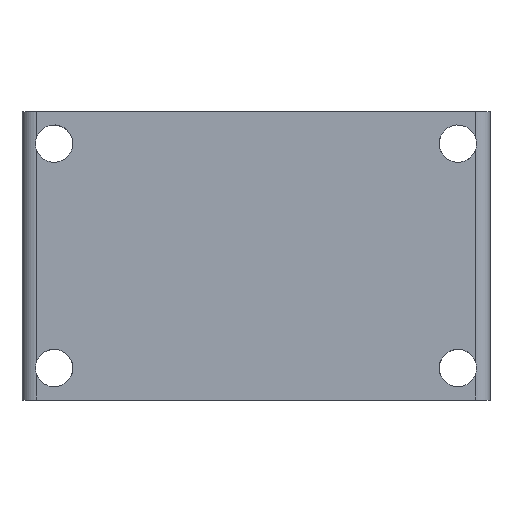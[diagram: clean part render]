
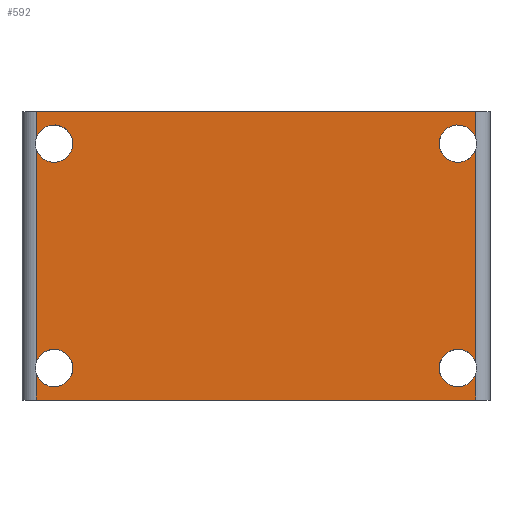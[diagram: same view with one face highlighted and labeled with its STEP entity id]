
A CAD part, top view. The second image highlights one B-rep face of the part: STEP entity #592.
In plain terms, the highlighted planar face has unit normal (0, 0, 1).
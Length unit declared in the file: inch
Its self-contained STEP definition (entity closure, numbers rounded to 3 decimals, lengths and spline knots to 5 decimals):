
#2 = VERTEX_POINT ( 'NONE', #568 ) ;
#4 = EDGE_CURVE ( 'NONE', #547, #2, #544, .T. ) ;
#5 = CARTESIAN_POINT ( 'NONE',  ( 1.41732, -1.7999, 0. ) ) ;
#18 = VECTOR ( 'NONE', #510, 39.37008 ) ;
#19 = CIRCLE ( 'NONE', #585, 0.13125 ) ;
#20 = CIRCLE ( 'NONE', #397, 0.13125 ) ;
#46 = DIRECTION ( 'NONE',  ( 0., -1., 0. ) ) ;
#57 = VERTEX_POINT ( 'NONE', #93 ) ;
#59 = CARTESIAN_POINT ( 'NONE',  ( -1.5425, -0.18564, 0. ) ) ;
#60 = ORIENTED_EDGE ( 'NONE', *, *, #200, .F. ) ;
#63 = CARTESIAN_POINT ( 'NONE',  ( -1.41732, -1.7999, 0. ) ) ;
#65 = DIRECTION ( 'NONE',  ( 0., 1., 0. ) ) ;
#70 = CIRCLE ( 'NONE', #728, 0.13125 ) ;
#88 = CARTESIAN_POINT ( 'NONE',  ( 1.5425, 0., 0. ) ) ;
#92 = DIRECTION ( 'NONE',  ( 0., 1., 0. ) ) ;
#93 = CARTESIAN_POINT ( 'NONE',  ( 1.28607, -1.7999, 0. ) ) ;
#94 = DIRECTION ( 'NONE',  ( 0., 0., -1. ) ) ;
#95 = LINE ( 'NONE', #88, #477 ) ;
#105 = EDGE_CURVE ( 'NONE', #514, #879, #977, .T. ) ;
#106 = EDGE_CURVE ( 'NONE', #602, #571, #648, .T. ) ;
#127 = CARTESIAN_POINT ( 'NONE',  ( -1.41732, -1.7999, 0. ) ) ;
#132 = ORIENTED_EDGE ( 'NONE', *, *, #910, .T. ) ;
#147 = ORIENTED_EDGE ( 'NONE', *, *, #381, .T. ) ;
#149 = DIRECTION ( 'NONE',  ( 1., 0., 0. ) ) ;
#150 = DIRECTION ( 'NONE',  ( 1., 0., 0. ) ) ;
#157 = DIRECTION ( 'NONE',  ( -1., 0., 0. ) ) ;
#159 = AXIS2_PLACEMENT_3D ( 'NONE', #634, #946, #931 ) ;
#189 = DIRECTION ( 'NONE',  ( 0., -1., 0. ) ) ;
#197 = CARTESIAN_POINT ( 'NONE',  ( 1.41732, -0.2251, 0. ) ) ;
#200 = EDGE_CURVE ( 'NONE', #858, #57, #19, .T. ) ;
#215 = CARTESIAN_POINT ( 'NONE',  ( -1.5425, -2.025, 0. ) ) ;
#224 = PLANE ( 'NONE',  #446 ) ;
#248 = ORIENTED_EDGE ( 'NONE', *, *, #105, .T. ) ;
#257 = EDGE_CURVE ( 'NONE', #858, #965, #310, .T. ) ;
#261 = EDGE_CURVE ( 'NONE', #943, #627, #95, .T. ) ;
#272 = ORIENTED_EDGE ( 'NONE', *, *, #559, .T. ) ;
#294 = LINE ( 'NONE', #668, #18 ) ;
#304 = CARTESIAN_POINT ( 'NONE',  ( -1.41732, -0.2251, 0. ) ) ;
#308 = FACE_OUTER_BOUND ( 'NONE', #793, .T. ) ;
#310 = LINE ( 'NONE', #471, #821 ) ;
#312 = DIRECTION ( 'NONE',  ( 0., 0., 1. ) ) ;
#316 = VERTEX_POINT ( 'NONE', #387 ) ;
#317 = DIRECTION ( 'NONE',  ( 1., 0., 0. ) ) ;
#343 = DIRECTION ( 'NONE',  ( -1., 0., 0. ) ) ;
#351 = ORIENTED_EDGE ( 'NONE', *, *, #106, .T. ) ;
#369 = CARTESIAN_POINT ( 'NONE',  ( -1.5425, 0., 0. ) ) ;
#381 = EDGE_CURVE ( 'NONE', #965, #514, #605, .T. ) ;
#387 = CARTESIAN_POINT ( 'NONE',  ( -1.28607, -0.2251, 0. ) ) ;
#392 = EDGE_CURVE ( 'NONE', #465, #423, #799, .T. ) ;
#393 = CARTESIAN_POINT ( 'NONE',  ( -1.5425, -1.83936, 0. ) ) ;
#397 = AXIS2_PLACEMENT_3D ( 'NONE', #304, #312, #615 ) ;
#398 = ORIENTED_EDGE ( 'NONE', *, *, #583, .F. ) ;
#399 = CARTESIAN_POINT ( 'NONE',  ( 1.5425, -1.76044, 0. ) ) ;
#400 = DIRECTION ( 'NONE',  ( 0., 1., 0. ) ) ;
#408 = CARTESIAN_POINT ( 'NONE',  ( 0., 0., 0. ) ) ;
#412 = CIRCLE ( 'NONE', #964, 0.13125 ) ;
#417 = VECTOR ( 'NONE', #65, 39.37008 ) ;
#423 = VERTEX_POINT ( 'NONE', #369 ) ;
#426 = CARTESIAN_POINT ( 'NONE',  ( 1.5425, -2.025, 0. ) ) ;
#433 = CARTESIAN_POINT ( 'NONE',  ( 1.5425, 0., 0. ) ) ;
#434 = DIRECTION ( 'NONE',  ( 1., 0., 0. ) ) ;
#445 = CARTESIAN_POINT ( 'NONE',  ( -1.5425, -0.26456, 0. ) ) ;
#446 = AXIS2_PLACEMENT_3D ( 'NONE', #466, #94, #157 ) ;
#449 = DIRECTION ( 'NONE',  ( 0., 0., 1. ) ) ;
#465 = VERTEX_POINT ( 'NONE', #433 ) ;
#466 = CARTESIAN_POINT ( 'NONE',  ( 0., -2.025, 0. ) ) ;
#471 = CARTESIAN_POINT ( 'NONE',  ( 1.5425, 0., 0. ) ) ;
#477 = VECTOR ( 'NONE', #92, 39.37008 ) ;
#479 = VERTEX_POINT ( 'NONE', #59 ) ;
#491 = VECTOR ( 'NONE', #595, 39.37008 ) ;
#496 = EDGE_CURVE ( 'NONE', #571, #915, #516, .T. ) ;
#503 = CARTESIAN_POINT ( 'NONE',  ( 1.5425, 0., 0. ) ) ;
#505 = DIRECTION ( 'NONE',  ( 0., 0., -1. ) ) ;
#508 = DIRECTION ( 'NONE',  ( 0., 0., -1. ) ) ;
#510 = DIRECTION ( 'NONE',  ( -1., 0., 0. ) ) ;
#511 = CARTESIAN_POINT ( 'NONE',  ( -1.41732, -0.2251, 0. ) ) ;
#514 = VERTEX_POINT ( 'NONE', #657 ) ;
#516 = LINE ( 'NONE', #675, #491 ) ;
#536 = AXIS2_PLACEMENT_3D ( 'NONE', #197, #505, #606 ) ;
#538 = AXIS2_PLACEMENT_3D ( 'NONE', #5, #761, #317 ) ;
#539 = EDGE_CURVE ( 'NONE', #316, #479, #412, .T. ) ;
#542 = CARTESIAN_POINT ( 'NONE',  ( 1.5425, -1.83936, 0. ) ) ;
#544 = LINE ( 'NONE', #653, #635 ) ;
#547 = VERTEX_POINT ( 'NONE', #445 ) ;
#549 = ORIENTED_EDGE ( 'NONE', *, *, #4, .T. ) ;
#550 = CARTESIAN_POINT ( 'NONE',  ( -1.5425, -2.025, 0. ) ) ;
#556 = ORIENTED_EDGE ( 'NONE', *, *, #392, .T. ) ;
#559 = EDGE_CURVE ( 'NONE', #2, #602, #70, .T. ) ;
#568 = CARTESIAN_POINT ( 'NONE',  ( -1.5425, -1.76044, 0. ) ) ;
#569 = EDGE_CURVE ( 'NONE', #57, #627, #697, .T. ) ;
#571 = VERTEX_POINT ( 'NONE', #393 ) ;
#583 = EDGE_CURVE ( 'NONE', #547, #316, #20, .T. ) ;
#585 = AXIS2_PLACEMENT_3D ( 'NONE', #658, #449, #434 ) ;
#586 = ORIENTED_EDGE ( 'NONE', *, *, #816, .T. ) ;
#592 = ADVANCED_FACE ( 'NONE', ( #308 ), #224, .F. ) ;
#595 = DIRECTION ( 'NONE',  ( 0., -1., 0. ) ) ;
#602 = VERTEX_POINT ( 'NONE', #913 ) ;
#605 = CIRCLE ( 'NONE', #159, 0.13125 ) ;
#606 = DIRECTION ( 'NONE',  ( 1., 0., 0. ) ) ;
#615 = DIRECTION ( 'NONE',  ( 1., 0., 0. ) ) ;
#627 = VERTEX_POINT ( 'NONE', #542 ) ;
#634 = CARTESIAN_POINT ( 'NONE',  ( 1.41732, -0.2251, 0. ) ) ;
#635 = VECTOR ( 'NONE', #189, 39.37008 ) ;
#636 = VECTOR ( 'NONE', #343, 39.37008 ) ;
#641 = ORIENTED_EDGE ( 'NONE', *, *, #257, .T. ) ;
#648 = CIRCLE ( 'NONE', #665, 0.13125 ) ;
#651 = LINE ( 'NONE', #503, #417 ) ;
#653 = CARTESIAN_POINT ( 'NONE',  ( -1.5425, -2.025, 0. ) ) ;
#657 = CARTESIAN_POINT ( 'NONE',  ( 1.28607, -0.2251, 0. ) ) ;
#658 = CARTESIAN_POINT ( 'NONE',  ( 1.41732, -1.7999, 0. ) ) ;
#665 = AXIS2_PLACEMENT_3D ( 'NONE', #63, #508, #150 ) ;
#668 = CARTESIAN_POINT ( 'NONE',  ( 0., -2.025, 0. ) ) ;
#673 = ORIENTED_EDGE ( 'NONE', *, *, #496, .T. ) ;
#675 = CARTESIAN_POINT ( 'NONE',  ( -1.5425, -2.025, 0. ) ) ;
#697 = CIRCLE ( 'NONE', #538, 0.13125 ) ;
#706 = ORIENTED_EDGE ( 'NONE', *, *, #569, .F. ) ;
#720 = ORIENTED_EDGE ( 'NONE', *, *, #539, .F. ) ;
#721 = LINE ( 'NONE', #550, #918 ) ;
#728 = AXIS2_PLACEMENT_3D ( 'NONE', #127, #833, #769 ) ;
#761 = DIRECTION ( 'NONE',  ( 0., 0., 1. ) ) ;
#769 = DIRECTION ( 'NONE',  ( 1., 0., 0. ) ) ;
#780 = ORIENTED_EDGE ( 'NONE', *, *, #261, .T. ) ;
#793 = EDGE_LOOP ( 'NONE', ( #556, #586, #720, #398, #549, #272, #351, #673, #874, #780, #706, #60, #641, #147, #248, #132 ) ) ;
#799 = LINE ( 'NONE', #408, #636 ) ;
#803 = CARTESIAN_POINT ( 'NONE',  ( 1.5425, -0.18564, 0. ) ) ;
#816 = EDGE_CURVE ( 'NONE', #423, #479, #721, .T. ) ;
#821 = VECTOR ( 'NONE', #400, 39.37008 ) ;
#825 = DIRECTION ( 'NONE',  ( 0., 0., 1. ) ) ;
#833 = DIRECTION ( 'NONE',  ( 0., 0., -1. ) ) ;
#858 = VERTEX_POINT ( 'NONE', #399 ) ;
#874 = ORIENTED_EDGE ( 'NONE', *, *, #908, .F. ) ;
#879 = VERTEX_POINT ( 'NONE', #803 ) ;
#908 = EDGE_CURVE ( 'NONE', #943, #915, #294, .T. ) ;
#910 = EDGE_CURVE ( 'NONE', #879, #465, #651, .T. ) ;
#913 = CARTESIAN_POINT ( 'NONE',  ( -1.28607, -1.7999, 0. ) ) ;
#915 = VERTEX_POINT ( 'NONE', #215 ) ;
#918 = VECTOR ( 'NONE', #46, 39.37008 ) ;
#931 = DIRECTION ( 'NONE',  ( 1., 0., 0. ) ) ;
#943 = VERTEX_POINT ( 'NONE', #426 ) ;
#946 = DIRECTION ( 'NONE',  ( 0., 0., -1. ) ) ;
#964 = AXIS2_PLACEMENT_3D ( 'NONE', #511, #825, #149 ) ;
#965 = VERTEX_POINT ( 'NONE', #966 ) ;
#966 = CARTESIAN_POINT ( 'NONE',  ( 1.5425, -0.26456, 0. ) ) ;
#977 = CIRCLE ( 'NONE', #536, 0.13125 ) ;
